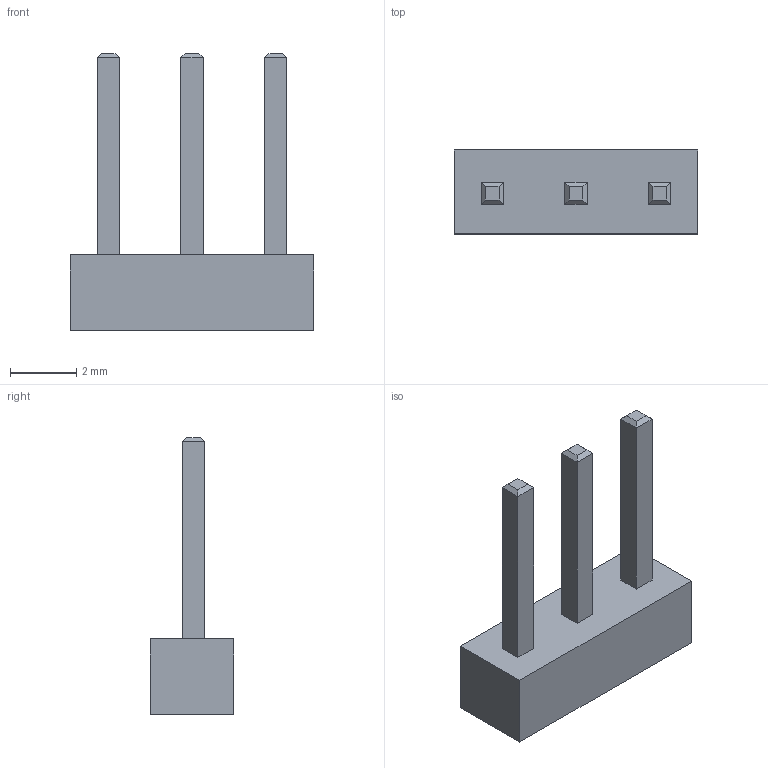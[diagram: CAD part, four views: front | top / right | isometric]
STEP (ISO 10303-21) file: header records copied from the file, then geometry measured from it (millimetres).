
FILE_DESCRIPTION(/* description */ (''),/* implementation_level */ '2;1');
FILE_NAME(/* name */ 'PCB 3Pin-Male.ipt.step',/* time_stamp */ '2020-04-16T23:11:46-04:00',/* author */ ('Hannah'),/* organization */ (''),/* preprocessor_version */ 'ST-DEVELOPER v17',/* originating_system */ 'Autodesk Inventor 2019',/* authorisation */ '');
FILE_SCHEMA (('AUTOMOTIVE_DESIGN { 1 0 10303 214 3 1 1 }'));
Length unit declared in the file: inch
Products named in the file (1): PCB 3Pin-Male
Bounding box: 7.37 x 2.54 x 8.38 mm (x, y, z)
Volume: 51 mm3; surface area: 132.2 mm2
Topology: 2 solids, 2 shells, 34 faces, 72 edges, 44 vertices
Faces by surface type: plane 34
Entity records: 967 total; most frequent: CARTESIAN_POINT 151, ORIENTED_EDGE 144, DIRECTION 142, LINE 72, VECTOR 72, EDGE_CURVE 72, VERTEX_POINT 44, EDGE_LOOP 36
